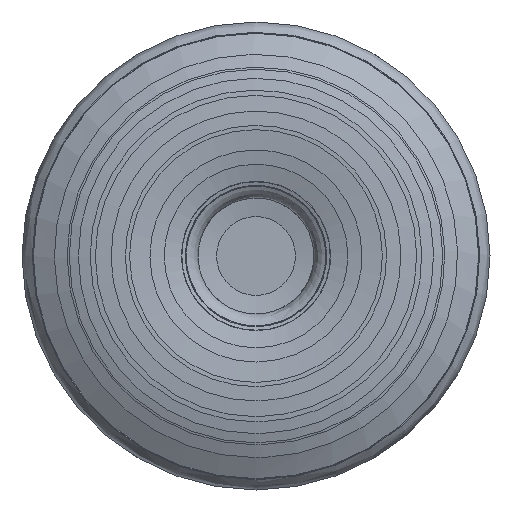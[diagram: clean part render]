
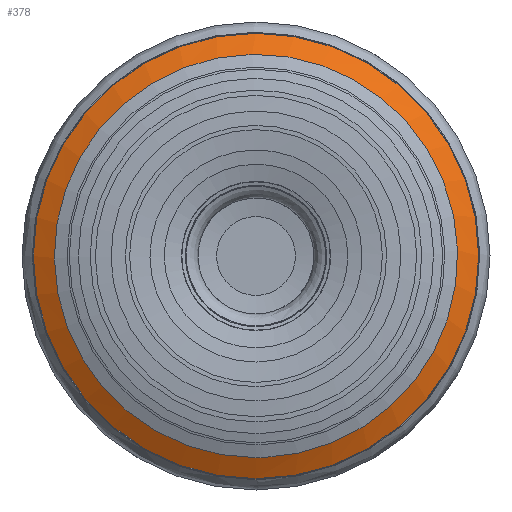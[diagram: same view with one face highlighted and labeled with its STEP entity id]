
A CAD part, left-side view. The second image highlights one B-rep face of the part: STEP entity #378.
In plain terms, the highlighted face is a revolution surface.
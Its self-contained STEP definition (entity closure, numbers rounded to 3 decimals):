
#120=SURFACE_OF_REVOLUTION('',#311,#154);
#154=AXIS1_PLACEMENT('',#3916,#1430);
#311=B_SPLINE_CURVE_WITH_KNOTS('',3,(#3909,#3910,#3911,#3912,#3913,#3914,
#3915),.UNSPECIFIED.,.F.,.F.,(4,3,4),(0.,0.499,1.),
 .UNSPECIFIED.);
#378=ADVANCED_FACE('',(#480,#481),#120,.T.);
#480=FACE_BOUND('',#606,.T.);
#481=FACE_BOUND('',#607,.T.);
#606=EDGE_LOOP('',(#824));
#607=EDGE_LOOP('',(#825));
#824=ORIENTED_EDGE('',*,*,#1044,.F.);
#825=ORIENTED_EDGE('',*,*,#1043,.T.);
#934=VERTEX_POINT('',#3901);
#935=VERTEX_POINT('',#3908);
#1043=EDGE_CURVE('',#934,#934,#1107,.T.);
#1044=EDGE_CURVE('',#935,#935,#1108,.T.);
#1107=CIRCLE('',#1207,6.851);
#1108=CIRCLE('',#1208,7.566);
#1207=AXIS2_PLACEMENT_3D('',#3900,#1425,#1426);
#1208=AXIS2_PLACEMENT_3D('',#3907,#1428,#1429);
#1425=DIRECTION('',(1.,0.,0.));
#1426=DIRECTION('',(0.,0.,-1.));
#1428=DIRECTION('',(1.,0.,0.));
#1429=DIRECTION('',(0.,0.,-1.));
#1430=DIRECTION('',(1.,0.,0.));
#3900=CARTESIAN_POINT('',(0.494,0.,0.));
#3901=CARTESIAN_POINT('',(0.494,0.,-6.851));
#3907=CARTESIAN_POINT('',(0.887,0.,0.));
#3908=CARTESIAN_POINT('',(0.887,0.,-7.566));
#3909=CARTESIAN_POINT('',(0.494,-6.332,2.616));
#3910=CARTESIAN_POINT('',(0.551,-6.464,2.615));
#3911=CARTESIAN_POINT('',(0.612,-6.594,2.614));
#3912=CARTESIAN_POINT('',(0.678,-6.722,2.613));
#3913=CARTESIAN_POINT('',(0.743,-6.85,2.613));
#3914=CARTESIAN_POINT('',(0.813,-6.976,2.613));
#3915=CARTESIAN_POINT('',(0.887,-7.1,2.614));
#3916=CARTESIAN_POINT('',(0.,0.,0.));
